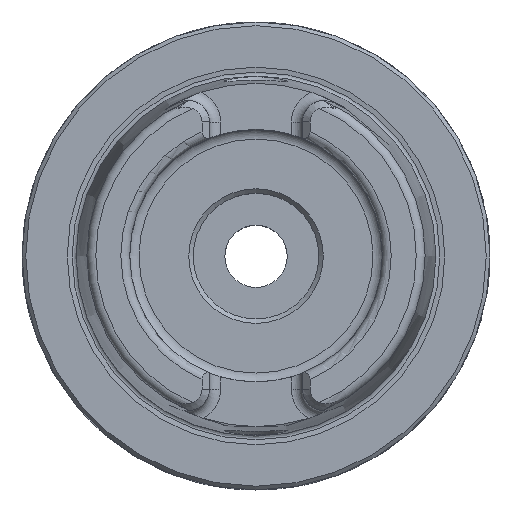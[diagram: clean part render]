
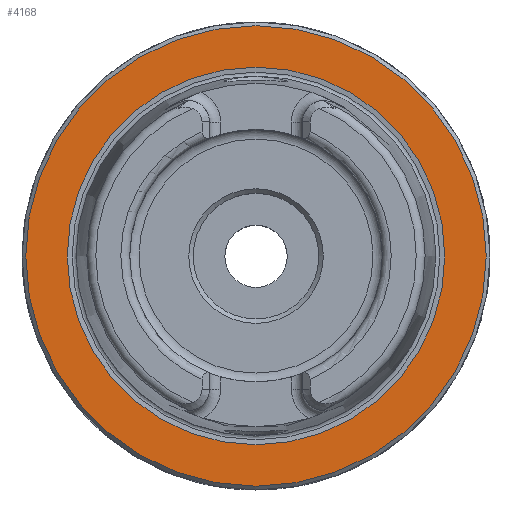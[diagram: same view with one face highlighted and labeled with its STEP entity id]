
A CAD part, top view. The second image highlights one B-rep face of the part: STEP entity #4168.
In plain terms, the highlighted planar face has unit normal (0, 0, 1).
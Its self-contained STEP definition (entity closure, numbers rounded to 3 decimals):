
#433=PLANE('',#4455);
#848=ORIENTED_EDGE('',*,*,#1431,.T.);
#849=ORIENTED_EDGE('',*,*,#1429,.F.);
#1429=EDGE_CURVE('',#1721,#1721,#1892,.T.);
#1431=EDGE_CURVE('',#1723,#1723,#1894,.T.);
#1721=VERTEX_POINT('',#6486);
#1723=VERTEX_POINT('',#6491);
#1892=CIRCLE('',#4453,25.418);
#1894=CIRCLE('',#4456,31.);
#2101=EDGE_LOOP('',(#848));
#2102=EDGE_LOOP('',(#849));
#2418=FACE_BOUND('',#2101,.T.);
#2419=FACE_BOUND('',#2102,.T.);
#4168=ADVANCED_FACE('',(#2418,#2419),#433,.T.);
#4453=AXIS2_PLACEMENT_3D('',#6485,#5088,#5089);
#4455=AXIS2_PLACEMENT_3D('',#6489,#5092,#5093);
#4456=AXIS2_PLACEMENT_3D('',#6490,#5094,#5095);
#5088=DIRECTION('',(0.,0.,1.));
#5089=DIRECTION('',(1.,0.,0.));
#5092=DIRECTION('',(0.,0.,1.));
#5093=DIRECTION('',(1.,0.,0.));
#5094=DIRECTION('',(0.,0.,1.));
#5095=DIRECTION('',(1.,0.,0.));
#6485=CARTESIAN_POINT('',(0.,0.,0.));
#6486=CARTESIAN_POINT('',(25.418,0.,0.));
#6489=CARTESIAN_POINT('',(31.,0.,0.));
#6490=CARTESIAN_POINT('',(0.,0.,0.));
#6491=CARTESIAN_POINT('',(31.,0.,0.));
